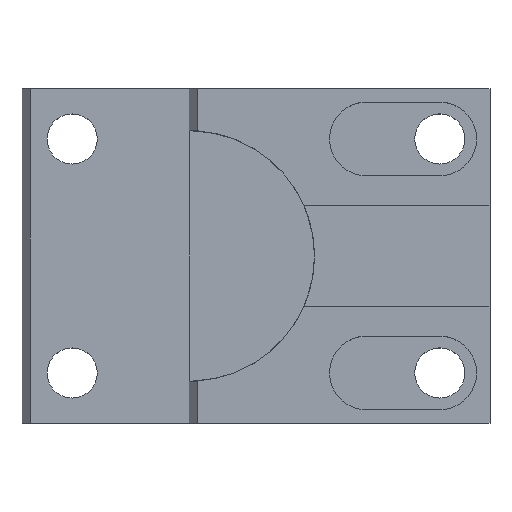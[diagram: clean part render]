
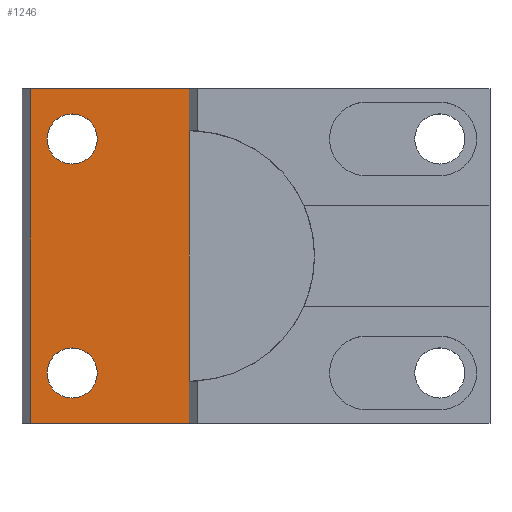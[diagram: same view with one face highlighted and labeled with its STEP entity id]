
A CAD part, top view. The second image highlights one B-rep face of the part: STEP entity #1246.
In plain terms, the highlighted planar face has unit normal (0, 0, 1).
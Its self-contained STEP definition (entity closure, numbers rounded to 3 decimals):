
#945=CARTESIAN_POINT('',(-135.0,-100.0,20.0));
#946=VERTEX_POINT('',#945);
#947=CARTESIAN_POINT('',(-40.0,-100.0,20.0));
#948=VERTEX_POINT('',#947);
#949=CARTESIAN_POINT('',(-135.0,-100.0,20.0));
#950=DIRECTION('',(1.0,0.0,0.0));
#951=VECTOR('',#950,95.0);
#952=LINE('',#949,#951);
#953=EDGE_CURVE('',#946,#948,#952,.T.);
#1049=CARTESIAN_POINT('',(-135.0,100.0,20.0));
#1050=VERTEX_POINT('',#1049);
#1057=CARTESIAN_POINT('',(-40.0,100.0,20.0));
#1058=VERTEX_POINT('',#1057);
#1059=CARTESIAN_POINT('',(-40.0,100.0,20.0));
#1060=DIRECTION('',(-1.0,0.0,0.0));
#1061=VECTOR('',#1060,95.0);
#1062=LINE('',#1059,#1061);
#1063=EDGE_CURVE('',#1058,#1050,#1062,.T.);
#1172=CARTESIAN_POINT('',(-95.0,-70.0,20.0));
#1173=VERTEX_POINT('',#1172);
#1180=CARTESIAN_POINT('',(-125.0,-70.0,20.0));
#1181=VERTEX_POINT('',#1180);
#1182=CARTESIAN_POINT('',(-110.0,-70.0,20.0));
#1183=DIRECTION('',(0.0,0.0,1.0));
#1184=DIRECTION('',(-1.0,0.0,0.0));
#1185=AXIS2_PLACEMENT_3D('',#1182,#1183,#1184);
#1186=CIRCLE('',#1185,15.0);
#1187=EDGE_CURVE('',#1173,#1181,#1186,.T.);
#1189=CARTESIAN_POINT('',(-110.0,-70.0,20.0));
#1190=DIRECTION('',(0.0,0.0,1.0));
#1191=DIRECTION('',(-1.0,0.0,0.0));
#1192=AXIS2_PLACEMENT_3D('',#1189,#1190,#1191);
#1193=CIRCLE('',#1192,15.0);
#1194=EDGE_CURVE('',#1181,#1173,#1193,.T.);
#1201=CARTESIAN_POINT('',(0.0,0.0,20.0));
#1202=DIRECTION('',(0.0,0.0,-1.0));
#1203=DIRECTION('',(-1.0,0.0,0.0));
#1204=AXIS2_PLACEMENT_3D('',#1201,#1202,#1203);
#1205=PLANE('',#1204);
#1206=CARTESIAN_POINT('',(-95.0,70.0,20.0));
#1207=VERTEX_POINT('',#1206);
#1208=CARTESIAN_POINT('',(-125.0,70.0,20.0));
#1209=VERTEX_POINT('',#1208);
#1210=CARTESIAN_POINT('',(-110.0,70.0,20.0));
#1211=DIRECTION('',(0.0,0.0,1.0));
#1212=DIRECTION('',(-1.0,0.0,0.0));
#1213=AXIS2_PLACEMENT_3D('',#1210,#1211,#1212);
#1214=CIRCLE('',#1213,15.0);
#1215=EDGE_CURVE('',#1207,#1209,#1214,.T.);
#1216=ORIENTED_EDGE('',*,*,#1215,.F.);
#1217=CARTESIAN_POINT('',(-110.0,70.0,20.0));
#1218=DIRECTION('',(0.0,0.0,1.0));
#1219=DIRECTION('',(-1.0,0.0,0.0));
#1220=AXIS2_PLACEMENT_3D('',#1217,#1218,#1219);
#1221=CIRCLE('',#1220,15.0);
#1222=EDGE_CURVE('',#1209,#1207,#1221,.T.);
#1223=ORIENTED_EDGE('',*,*,#1222,.F.);
#1224=EDGE_LOOP('',(#1216,#1223));
#1225=FACE_BOUND('',#1224,.T.);
#1226=ORIENTED_EDGE('',*,*,#1063,.T.);
#1227=CARTESIAN_POINT('',(-135.0,100.0,20.0));
#1228=DIRECTION('',(0.0,-1.0,0.0));
#1229=VECTOR('',#1228,200.0);
#1230=LINE('',#1227,#1229);
#1231=EDGE_CURVE('',#1050,#946,#1230,.T.);
#1232=ORIENTED_EDGE('',*,*,#1231,.T.);
#1233=ORIENTED_EDGE('',*,*,#953,.T.);
#1234=CARTESIAN_POINT('',(-40.0,-100.0,20.0));
#1235=DIRECTION('',(-0.0,1.0,0.0));
#1236=VECTOR('',#1235,200.0);
#1237=LINE('',#1234,#1236);
#1238=EDGE_CURVE('',#948,#1058,#1237,.T.);
#1239=ORIENTED_EDGE('',*,*,#1238,.T.);
#1240=EDGE_LOOP('',(#1226,#1232,#1233,#1239));
#1241=FACE_BOUND('',#1240,.T.);
#1242=ORIENTED_EDGE('',*,*,#1187,.F.);
#1243=ORIENTED_EDGE('',*,*,#1194,.F.);
#1244=EDGE_LOOP('',(#1242,#1243));
#1245=FACE_BOUND('',#1244,.T.);
#1246=ADVANCED_FACE('',(#1225,#1241,#1245),#1205,.F.);
